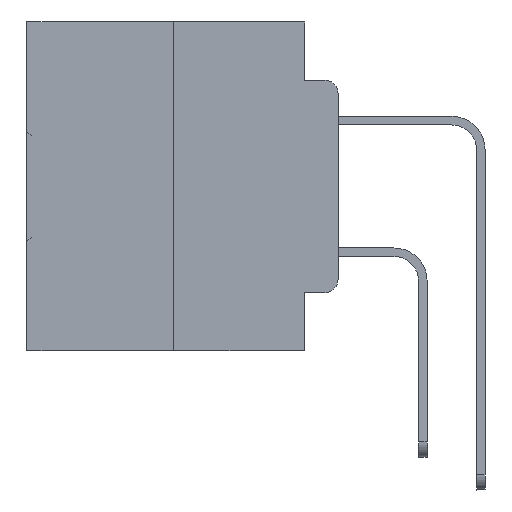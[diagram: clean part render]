
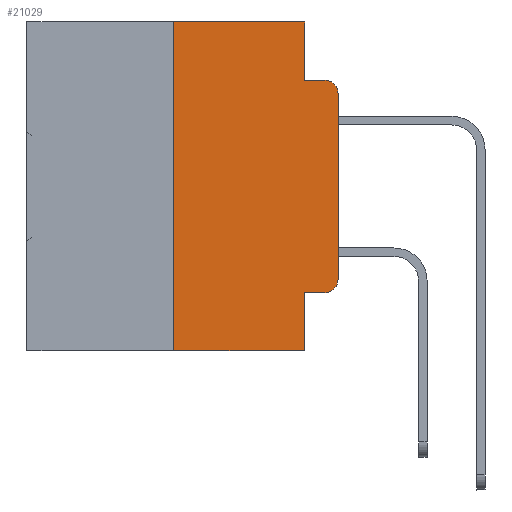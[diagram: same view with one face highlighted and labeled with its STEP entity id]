
A CAD part, left-side view. The second image highlights one B-rep face of the part: STEP entity #21029.
In plain terms, the highlighted planar face has unit normal (-1, 0, 0).
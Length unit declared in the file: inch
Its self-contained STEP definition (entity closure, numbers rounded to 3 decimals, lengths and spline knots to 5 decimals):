
#208 = EDGE_CURVE ( 'NONE', #13673, #29102, #5418, .T. ) ;
#2113 = CARTESIAN_POINT ( 'NONE',  ( 0., 0.473, 0. ) ) ;
#2207 = DIRECTION ( 'NONE',  ( 0., 0., -1. ) ) ;
#2270 = EDGE_CURVE ( 'NONE', #31623, #6031, #15780, .T. ) ;
#2800 = DIRECTION ( 'NONE',  ( -1., 0., 0. ) ) ;
#3114 = ORIENTED_EDGE ( 'NONE', *, *, #22843, .F. ) ;
#3421 = VERTEX_POINT ( 'NONE', #16646 ) ;
#4697 = PLANE ( 'NONE',  #18445 ) ;
#4837 = CARTESIAN_POINT ( 'NONE',  ( 0., 0.051, 0. ) ) ;
#5418 = LINE ( 'NONE', #4837, #32056 ) ;
#5718 = CARTESIAN_POINT ( 'NONE',  ( 0., 0.051, -0.0885 ) ) ;
#6031 = VERTEX_POINT ( 'NONE', #14507 ) ;
#7417 = VECTOR ( 'NONE', #20327, 39.37008 ) ;
#7728 = VECTOR ( 'NONE', #15806, 39.37008 ) ;
#8201 = EDGE_CURVE ( 'NONE', #3421, #25353, #27893, .T. ) ;
#8556 = VECTOR ( 'NONE', #8625, 39.37008 ) ;
#8625 = DIRECTION ( 'NONE',  ( 0., -1., 0. ) ) ;
#8658 = CARTESIAN_POINT ( 'NONE',  ( 0., 0.051, -0.4115 ) ) ;
#9394 = VERTEX_POINT ( 'NONE', #14753 ) ;
#9593 = AXIS2_PLACEMENT_3D ( 'NONE', #11395, #29905, #14120 ) ;
#9644 = FACE_OUTER_BOUND ( 'NONE', #29843, .T. ) ;
#10303 = DIRECTION ( 'NONE',  ( 1., 0., 0. ) ) ;
#10360 = DIRECTION ( 'NONE',  ( 0., -1., 0. ) ) ;
#11000 = CARTESIAN_POINT ( 'NONE',  ( 0., 0.051, -0.5 ) ) ;
#11360 = EDGE_CURVE ( 'NONE', #3421, #16801, #29777, .T. ) ;
#11378 = EDGE_CURVE ( 'NONE', #31623, #16801, #14946, .T. ) ;
#11395 = CARTESIAN_POINT ( 'NONE',  ( 0., 0.02, -0.3915 ) ) ;
#12518 = CARTESIAN_POINT ( 'NONE',  ( 0., 0.02, -0.0885 ) ) ;
#13673 = VERTEX_POINT ( 'NONE', #24760 ) ;
#13759 = ORIENTED_EDGE ( 'NONE', *, *, #17630, .T. ) ;
#13854 = VECTOR ( 'NONE', #31170, 39.37008 ) ;
#13878 = LINE ( 'NONE', #32149, #27913 ) ;
#14120 = DIRECTION ( 'NONE',  ( 0., 0., -1. ) ) ;
#14507 = CARTESIAN_POINT ( 'NONE',  ( 0., 0.02, -0.4115 ) ) ;
#14753 = CARTESIAN_POINT ( 'NONE',  ( 0., 0., -0.1085 ) ) ;
#14946 = LINE ( 'NONE', #15925, #28132 ) ;
#15505 = LINE ( 'NONE', #17662, #7417 ) ;
#15534 = LINE ( 'NONE', #15697, #22580 ) ;
#15679 = VERTEX_POINT ( 'NONE', #20161 ) ;
#15697 = CARTESIAN_POINT ( 'NONE',  ( 0., 0.473, 0. ) ) ;
#15780 = LINE ( 'NONE', #8658, #8556 ) ;
#15806 = DIRECTION ( 'NONE',  ( 0., -1., 0. ) ) ;
#15925 = CARTESIAN_POINT ( 'NONE',  ( 0., 0.051, 0. ) ) ;
#16430 = DIRECTION ( 'NONE',  ( 0., -1., 0. ) ) ;
#16587 = CARTESIAN_POINT ( 'NONE',  ( 0., 0.051, -0.4115 ) ) ;
#16646 = CARTESIAN_POINT ( 'NONE',  ( 0., 0.25, -0.5 ) ) ;
#16758 = EDGE_CURVE ( 'NONE', #29102, #19668, #13878, .T. ) ;
#16801 = VERTEX_POINT ( 'NONE', #11000 ) ;
#17630 = EDGE_CURVE ( 'NONE', #15679, #9394, #15505, .T. ) ;
#17662 = CARTESIAN_POINT ( 'NONE',  ( 0., 0., 0. ) ) ;
#17961 = ORIENTED_EDGE ( 'NONE', *, *, #11360, .T. ) ;
#18445 = AXIS2_PLACEMENT_3D ( 'NONE', #2113, #10303, #28845 ) ;
#18487 = CARTESIAN_POINT ( 'NONE',  ( 0., 0.473, -0.5 ) ) ;
#18943 = AXIS2_PLACEMENT_3D ( 'NONE', #18992, #2800, #21661 ) ;
#18992 = CARTESIAN_POINT ( 'NONE',  ( 0., 0.02, -0.1085 ) ) ;
#19668 = VERTEX_POINT ( 'NONE', #12518 ) ;
#20018 = ORIENTED_EDGE ( 'NONE', *, *, #16758, .F. ) ;
#20161 = CARTESIAN_POINT ( 'NONE',  ( 0., 0., -0.3915 ) ) ;
#20327 = DIRECTION ( 'NONE',  ( 0., 0., 1. ) ) ;
#21029 = ADVANCED_FACE ( 'NONE', ( #9644 ), #4697, .F. ) ;
#21661 = DIRECTION ( 'NONE',  ( 0., 0., -1. ) ) ;
#22073 = ORIENTED_EDGE ( 'NONE', *, *, #11378, .F. ) ;
#22580 = VECTOR ( 'NONE', #10360, 39.37008 ) ;
#22843 = EDGE_CURVE ( 'NONE', #25353, #13673, #15534, .T. ) ;
#23746 = ORIENTED_EDGE ( 'NONE', *, *, #208, .F. ) ;
#24747 = CIRCLE ( 'NONE', #9593, 0.02 ) ;
#24760 = CARTESIAN_POINT ( 'NONE',  ( 0., 0.051, 0. ) ) ;
#25344 = ORIENTED_EDGE ( 'NONE', *, *, #33713, .T. ) ;
#25353 = VERTEX_POINT ( 'NONE', #32270 ) ;
#25925 = CARTESIAN_POINT ( 'NONE',  ( 0., 0.25, 0. ) ) ;
#27893 = LINE ( 'NONE', #25925, #13854 ) ;
#27913 = VECTOR ( 'NONE', #16430, 39.37008 ) ;
#28132 = VECTOR ( 'NONE', #34270, 39.37008 ) ;
#28185 = ORIENTED_EDGE ( 'NONE', *, *, #2270, .T. ) ;
#28845 = DIRECTION ( 'NONE',  ( 0., 0., -1. ) ) ;
#29102 = VERTEX_POINT ( 'NONE', #5718 ) ;
#29777 = LINE ( 'NONE', #18487, #7728 ) ;
#29779 = EDGE_CURVE ( 'NONE', #6031, #15679, #24747, .T. ) ;
#29834 = ORIENTED_EDGE ( 'NONE', *, *, #8201, .F. ) ;
#29843 = EDGE_LOOP ( 'NONE', ( #13759, #25344, #20018, #23746, #3114, #29834, #17961, #22073, #28185, #32676 ) ) ;
#29905 = DIRECTION ( 'NONE',  ( -1., 0., 0. ) ) ;
#31170 = DIRECTION ( 'NONE',  ( 0., 0., 1. ) ) ;
#31623 = VERTEX_POINT ( 'NONE', #16587 ) ;
#32056 = VECTOR ( 'NONE', #2207, 39.37008 ) ;
#32149 = CARTESIAN_POINT ( 'NONE',  ( 0., 0.051, -0.0885 ) ) ;
#32270 = CARTESIAN_POINT ( 'NONE',  ( 0., 0.25, 0. ) ) ;
#32676 = ORIENTED_EDGE ( 'NONE', *, *, #29779, .T. ) ;
#33709 = CIRCLE ( 'NONE', #18943, 0.02 ) ;
#33713 = EDGE_CURVE ( 'NONE', #9394, #19668, #33709, .T. ) ;
#34270 = DIRECTION ( 'NONE',  ( 0., 0., -1. ) ) ;
